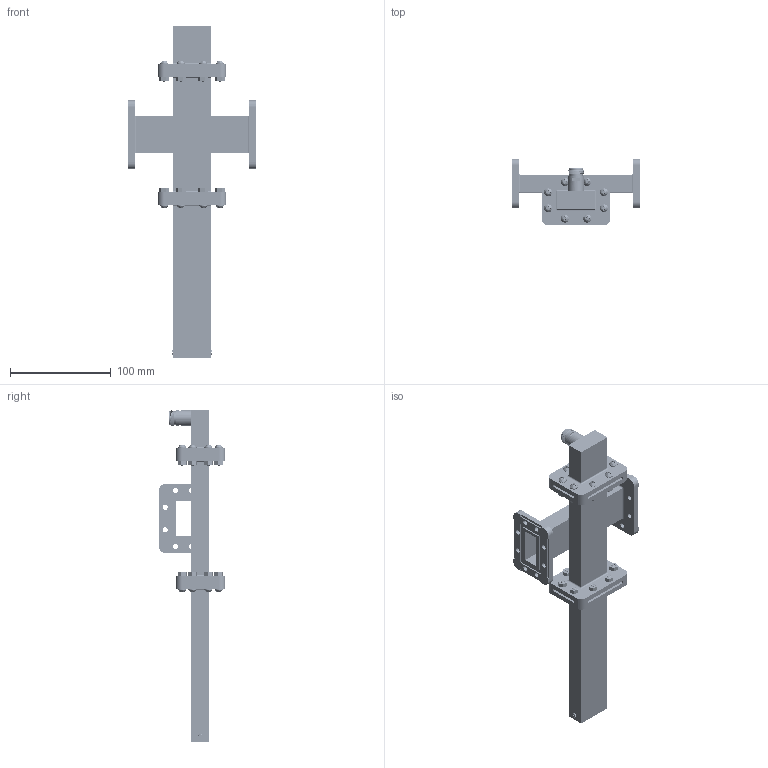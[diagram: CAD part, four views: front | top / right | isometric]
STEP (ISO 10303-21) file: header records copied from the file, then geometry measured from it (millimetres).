
FILE_DESCRIPTION (( 'STEP AP214' ), '1' );
FILE_NAME ('PEWCT1112.STEP', '2017-06-29T15:22:24', ( '' ), ( '' ), 'SwSTEP 2.0', 'SolidWorks 2014', '' );
FILE_SCHEMA (( 'AUTOMOTIVE_DESIGN' ));
Length unit declared in the file: inch
Products named in the file (9): PEWCA1017; PEWCT1112; PEWCP1075; Copy of M3 ROUND HD SCREW^PEWCT1040; PEWTR1011; PEWCT1040; Copy of Nut^PEWCT1112; Copy of M3 ROUND HD SCREW^PEWCT1112; Copy of Nut^PEWCT1040
Assembly tree (36 placements, depth 3):
  PEWCT1112
    PEWCT1040
      PEWCP1075
      Copy of M3 ROUND HD SCREW^PEWCT1040  x8
      Copy of Nut^PEWCT1040  x8
      PEWTR1011
    PEWCA1017
    Copy of M3 ROUND HD SCREW^PEWCT1112  x8
    Copy of Nut^PEWCT1112  x8
Bounding box: 127 x 66.01 x 330.2 mm (x, y, z)
Volume: 148641 mm3; surface area: 152248 mm2
Topology: 36 solids, 36 shells, 2838 faces, 7190 edges, 4449 vertices
Faces by surface type: cylinder 1178, cone 748, plane 722, bspline 149, torus 41
Entity records: 35413 total; most frequent: CARTESIAN_POINT 13134, ORIENTED_EDGE 4260, DIRECTION 4062, EDGE_CURVE 2130, AXIS2_PLACEMENT_3D 1470, VERTEX_POINT 1355, LINE 1122, VECTOR 1122
